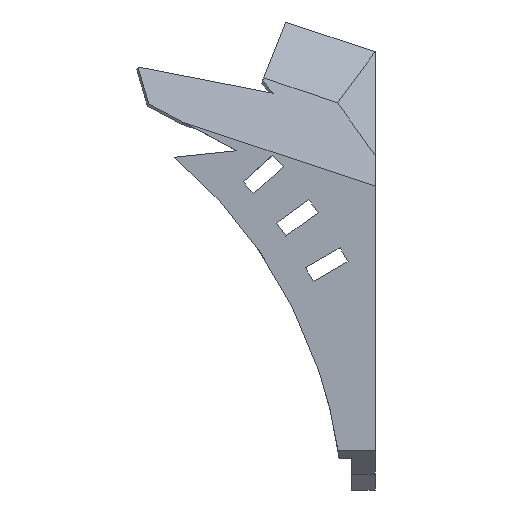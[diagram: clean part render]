
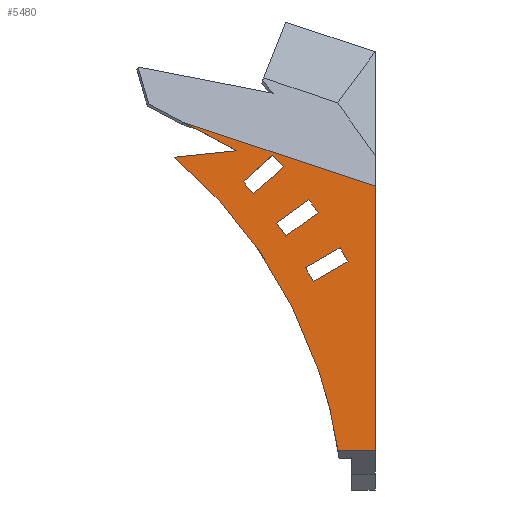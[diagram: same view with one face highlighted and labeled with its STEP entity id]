
A CAD part, left-side view. The second image highlights one B-rep face of the part: STEP entity #5480.
In plain terms, the highlighted planar face has unit normal (-0.997, -0.076, 0).
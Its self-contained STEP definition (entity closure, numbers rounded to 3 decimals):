
#12 = CARTESIAN_POINT ( 'NONE',  ( -18.235, -33.45, 42.33 ) ) ;
#73 = EDGE_CURVE ( 'NONE', #4685, #3152, #3174, .T. ) ;
#162 = ORIENTED_EDGE ( 'NONE', *, *, #3715, .T. ) ;
#289 = VECTOR ( 'NONE', #5310, 1000. ) ;
#427 = LINE ( 'NONE', #6172, #5217 ) ;
#453 = DIRECTION ( 'NONE',  ( -0.038, 0.5, 0.865 ) ) ;
#479 = EDGE_CURVE ( 'NONE', #633, #3741, #3388, .T. ) ;
#538 = CARTESIAN_POINT ( 'NONE',  ( -21.716, 12.388, 11.499 ) ) ;
#627 = CARTESIAN_POINT ( 'NONE',  ( -18.479, -30.246, 58.86 ) ) ;
#633 = VERTEX_POINT ( 'NONE', #3709 ) ;
#713 = ORIENTED_EDGE ( 'NONE', *, *, #1231, .T. ) ;
#724 = EDGE_CURVE ( 'NONE', #4685, #7285, #3839, .T. ) ;
#735 = EDGE_CURVE ( 'NONE', #3152, #2981, #6165, .T. ) ;
#764 = VERTEX_POINT ( 'NONE', #538 ) ;
#849 = LINE ( 'NONE', #1478, #7219 ) ;
#865 = VECTOR ( 'NONE', #3326, 1000. ) ;
#1010 = DIRECTION ( 'NONE',  ( -0.051, 0.668, 0.742 ) ) ;
#1051 = EDGE_CURVE ( 'NONE', #633, #6998, #849, .T. ) ;
#1157 = VECTOR ( 'NONE', #3702, 1000. ) ;
#1179 = DIRECTION ( 'NONE',  ( 0.076, -0.997, 0. ) ) ;
#1215 = LINE ( 'NONE', #12, #7087 ) ;
#1231 = EDGE_CURVE ( 'NONE', #2055, #764, #5148, .T. ) ;
#1247 = DIRECTION ( 'NONE',  ( -0.056, 0.742, -0.668 ) ) ;
#1322 = EDGE_CURVE ( 'NONE', #3604, #4547, #2973, .T. ) ;
#1331 = ORIENTED_EDGE ( 'NONE', *, *, #1726, .F. ) ;
#1478 = CARTESIAN_POINT ( 'NONE',  ( -24.737, 52.186, 39.104 ) ) ;
#1594 = CARTESIAN_POINT ( 'NONE',  ( -20.775, 0., 109.4 ) ) ;
#1632 = EDGE_CURVE ( 'NONE', #6481, #3604, #5630, .T. ) ;
#1687 = CARTESIAN_POINT ( 'NONE',  ( -21.157, 5.032, 17.817 ) ) ;
#1726 = EDGE_CURVE ( 'NONE', #7285, #2981, #5361, .T. ) ;
#1745 = VERTEX_POINT ( 'NONE', #6497 ) ;
#1789 = EDGE_LOOP ( 'NONE', ( #6919, #1331, #6018, #7056 ) ) ;
#2055 = VERTEX_POINT ( 'NONE', #4649 ) ;
#2102 = CARTESIAN_POINT ( 'NONE',  ( -24.628, 50.749, 88.641 ) ) ;
#2106 = LINE ( 'NONE', #1594, #3463 ) ;
#2220 = EDGE_CURVE ( 'NONE', #4224, #1745, #7116, .T. ) ;
#2223 = DIRECTION ( 'NONE',  ( -0.056, 0.742, -0.668 ) ) ;
#2231 = ORIENTED_EDGE ( 'NONE', *, *, #1051, .T. ) ;
#2237 = CARTESIAN_POINT ( 'NONE',  ( -25.19, 58.153, 70.321 ) ) ;
#2249 = DIRECTION ( 'NONE',  ( -0.061, 0.807, -0.587 ) ) ;
#2334 = CARTESIAN_POINT ( 'NONE',  ( -22.688, 25.199, 19.765 ) ) ;
#2453 = ORIENTED_EDGE ( 'NONE', *, *, #3673, .T. ) ;
#2596 = CARTESIAN_POINT ( 'NONE',  ( -18.408, -31.18, 28.952 ) ) ;
#2643 = VECTOR ( 'NONE', #6709, 1000. ) ;
#2702 = DIRECTION ( 'NONE',  ( 0., 0., -1. ) ) ;
#2832 = EDGE_CURVE ( 'NONE', #3741, #4086, #2106, .T. ) ;
#2857 = FACE_BOUND ( 'NONE', #3345, .T. ) ;
#2925 = ORIENTED_EDGE ( 'NONE', *, *, #1322, .F. ) ;
#2956 = CARTESIAN_POINT ( 'NONE',  ( -21.84, 14.02, 10.288 ) ) ;
#2973 = LINE ( 'NONE', #627, #7227 ) ;
#2981 = VERTEX_POINT ( 'NONE', #7275 ) ;
#3098 = DIRECTION ( 'NONE',  ( 0.067, -0.881, -0.469 ) ) ;
#3152 = VERTEX_POINT ( 'NONE', #6951 ) ;
#3174 = LINE ( 'NONE', #3807, #1157 ) ;
#3212 = DIRECTION ( 'NONE',  ( -0.045, 0.587, 0.808 ) ) ;
#3326 = DIRECTION ( 'NONE',  ( -0.038, 0.5, 0.865 ) ) ;
#3345 = EDGE_LOOP ( 'NONE', ( #4747, #2925, #4950, #2453 ) ) ;
#3388 = LINE ( 'NONE', #1687, #5059 ) ;
#3400 = VERTEX_POINT ( 'NONE', #4002 ) ;
#3463 = VECTOR ( 'NONE', #2702, 1000. ) ;
#3506 = CARTESIAN_POINT ( 'NONE',  ( -22.095, 17.389, 20.591 ) ) ;
#3507 = CARTESIAN_POINT ( 'NONE',  ( -21.035, 3.421, 6.666 ) ) ;
#3517 = FACE_BOUND ( 'NONE', #5979, .T. ) ;
#3604 = VERTEX_POINT ( 'NONE', #6016 ) ;
#3673 = EDGE_CURVE ( 'NONE', #6481, #3400, #7194, .T. ) ;
#3702 = DIRECTION ( 'NONE',  ( -0.066, 0.864, -0.499 ) ) ;
#3709 = CARTESIAN_POINT ( 'NONE',  ( -22.609, 24.157, 24.192 ) ) ;
#3715 = EDGE_CURVE ( 'NONE', #6998, #4707, #4468, .T. ) ;
#3741 = VERTEX_POINT ( 'NONE', #4506 ) ;
#3807 = CARTESIAN_POINT ( 'NONE',  ( -18.332, -32.176, 27.218 ) ) ;
#3839 = LINE ( 'NONE', #2102, #865 ) ;
#4002 = CARTESIAN_POINT ( 'NONE',  ( -21.933, 15.252, 15.202 ) ) ;
#4003 = DIRECTION ( 'NONE',  ( -0.045, 0.587, 0.808 ) ) ;
#4086 = VERTEX_POINT ( 'NONE', #6741 ) ;
#4099 = FACE_OUTER_BOUND ( 'NONE', #4288, .T. ) ;
#4125 = EDGE_CURVE ( 'NONE', #6933, #4086, #6942, .T. ) ;
#4210 = CARTESIAN_POINT ( 'NONE',  ( -18.324, -32.279, 43.951 ) ) ;
#4224 = VERTEX_POINT ( 'NONE', #6067 ) ;
#4288 = EDGE_LOOP ( 'NONE', ( #6611, #6374, #6807, #6192, #2231, #162 ) ) ;
#4388 = CARTESIAN_POINT ( 'NONE',  ( -21.13, 4.679, -17. ) ) ;
#4468 = LINE ( 'NONE', #7241, #2643 ) ;
#4504 = AXIS2_PLACEMENT_3D ( 'NONE', #4652, #5693, #4548 ) ;
#4506 = CARTESIAN_POINT ( 'NONE',  ( -20.775, 0., 16.139 ) ) ;
#4547 = VERTEX_POINT ( 'NONE', #6410 ) ;
#4548 = DIRECTION ( 'NONE',  ( -0.076, 0.997, 0. ) ) ;
#4575 = CARTESIAN_POINT ( 'NONE',  ( -21.297, 6.877, -2.51 ) ) ;
#4607 = CARTESIAN_POINT ( 'NONE',  ( -21.13, 4.679, -17. ) ) ;
#4614 = VECTOR ( 'NONE', #3212, 1000. ) ;
#4649 = CARTESIAN_POINT ( 'NONE',  ( -21.626, 11.212, 9.881 ) ) ;
#4652 = CARTESIAN_POINT ( 'NONE',  ( -21.914, 15., 109.4 ) ) ;
#4685 = VERTEX_POINT ( 'NONE', #3507 ) ;
#4707 = VERTEX_POINT ( 'NONE', #6477 ) ;
#4747 = ORIENTED_EDGE ( 'NONE', *, *, #6483, .T. ) ;
#4767 = ORIENTED_EDGE ( 'NONE', *, *, #5740, .T. ) ;
#4805 =( BOUNDED_CURVE ( )  B_SPLINE_CURVE ( 3, ( #2334, #2956, #4575, #4607 ),
 .UNSPECIFIED., .F., .F. ) 
 B_SPLINE_CURVE_WITH_KNOTS ( ( 4, 4 ),
 ( 2.274, 2.991 ),
 .UNSPECIFIED. ) 
 CURVE ( )  GEOMETRIC_REPRESENTATION_ITEM ( )  RATIONAL_B_SPLINE_CURVE ( ( 1., 0.958, 0.958, 1. ) ) 
 REPRESENTATION_ITEM ( '' )  );
#4861 = VECTOR ( 'NONE', #453, 1000. ) ;
#4936 = ORIENTED_EDGE ( 'NONE', *, *, #2220, .F. ) ;
#4950 = ORIENTED_EDGE ( 'NONE', *, *, #1632, .F. ) ;
#4982 = CARTESIAN_POINT ( 'NONE',  ( -25.006, 55.719, 79.645 ) ) ;
#5059 = VECTOR ( 'NONE', #5632, 1000. ) ;
#5102 = PLANE ( 'NONE',  #4504 ) ;
#5148 = LINE ( 'NONE', #5707, #5934 ) ;
#5217 = VECTOR ( 'NONE', #1010, 1000. ) ;
#5310 = DIRECTION ( 'NONE',  ( -0.061, 0.807, -0.587 ) ) ;
#5361 = LINE ( 'NONE', #2596, #6848 ) ;
#5480 = ADVANCED_FACE ( 'NONE', ( #3517, #6824, #4099, #2857 ), #5102, .T. ) ;
#5620 = CARTESIAN_POINT ( 'NONE',  ( -18.377, -31.58, 57.369 ) ) ;
#5630 = LINE ( 'NONE', #2237, #7207 ) ;
#5632 = DIRECTION ( 'NONE',  ( 0.072, -0.946, -0.315 ) ) ;
#5693 = DIRECTION ( 'NONE',  ( -0.997, -0.076, 0. ) ) ;
#5707 = CARTESIAN_POINT ( 'NONE',  ( -25.312, 59.756, 76.696 ) ) ;
#5740 = EDGE_CURVE ( 'NONE', #4224, #2055, #1215, .T. ) ;
#5817 = VECTOR ( 'NONE', #2223, 1000. ) ;
#5836 = LINE ( 'NONE', #4210, #289 ) ;
#5849 = CARTESIAN_POINT ( 'NONE',  ( -20.775, 0., -17. ) ) ;
#5934 = VECTOR ( 'NONE', #4003, 1000. ) ;
#5979 = EDGE_LOOP ( 'NONE', ( #4767, #713, #6844, #4936 ) ) ;
#6016 = CARTESIAN_POINT ( 'NONE',  ( -21.753, 12.874, 20.034 ) ) ;
#6018 = ORIENTED_EDGE ( 'NONE', *, *, #724, .F. ) ;
#6067 = CARTESIAN_POINT ( 'NONE',  ( -21.319, 7.167, 12.82 ) ) ;
#6086 = CARTESIAN_POINT ( 'NONE',  ( -24.957, 55.073, 86.131 ) ) ;
#6129 = CARTESIAN_POINT ( 'NONE',  ( -21.651, 11.536, 18.548 ) ) ;
#6142 = CARTESIAN_POINT ( 'NONE',  ( -21.111, 4.421, 8.398 ) ) ;
#6165 = LINE ( 'NONE', #6086, #4861 ) ;
#6172 = CARTESIAN_POINT ( 'NONE',  ( -25.472, 61.859, 66.965 ) ) ;
#6192 = ORIENTED_EDGE ( 'NONE', *, *, #479, .F. ) ;
#6374 = ORIENTED_EDGE ( 'NONE', *, *, #4125, .T. ) ;
#6410 = CARTESIAN_POINT ( 'NONE',  ( -22.035, 16.59, 16.688 ) ) ;
#6477 = CARTESIAN_POINT ( 'NONE',  ( -22.688, 25.199, 19.765 ) ) ;
#6481 = VERTEX_POINT ( 'NONE', #6129 ) ;
#6483 = EDGE_CURVE ( 'NONE', #3400, #4547, #427, .T. ) ;
#6497 = CARTESIAN_POINT ( 'NONE',  ( -21.409, 8.342, 14.438 ) ) ;
#6611 = ORIENTED_EDGE ( 'NONE', *, *, #6645, .T. ) ;
#6645 = EDGE_CURVE ( 'NONE', #4707, #6933, #4805, .T. ) ;
#6685 = EDGE_CURVE ( 'NONE', #1745, #764, #5836, .T. ) ;
#6709 = DIRECTION ( 'NONE',  ( -0.075, 0.992, -0.105 ) ) ;
#6722 = DIRECTION ( 'NONE',  ( -0.051, 0.668, 0.742 ) ) ;
#6741 = CARTESIAN_POINT ( 'NONE',  ( -20.775, 0., -17. ) ) ;
#6807 = ORIENTED_EDGE ( 'NONE', *, *, #2832, .F. ) ;
#6824 = FACE_BOUND ( 'NONE', #1789, .T. ) ;
#6844 = ORIENTED_EDGE ( 'NONE', *, *, #6685, .F. ) ;
#6848 = VECTOR ( 'NONE', #6981, 1000. ) ;
#6919 = ORIENTED_EDGE ( 'NONE', *, *, #735, .T. ) ;
#6933 = VERTEX_POINT ( 'NONE', #4388 ) ;
#6942 = LINE ( 'NONE', #5849, #6953 ) ;
#6951 = CARTESIAN_POINT ( 'NONE',  ( -21.364, 7.751, 4.166 ) ) ;
#6953 = VECTOR ( 'NONE', #1179, 1000. ) ;
#6981 = DIRECTION ( 'NONE',  ( -0.066, 0.864, -0.499 ) ) ;
#6998 = VERTEX_POINT ( 'NONE', #3506 ) ;
#7056 = ORIENTED_EDGE ( 'NONE', *, *, #73, .T. ) ;
#7087 = VECTOR ( 'NONE', #2249, 1000. ) ;
#7116 = LINE ( 'NONE', #4982, #4614 ) ;
#7194 = LINE ( 'NONE', #5620, #5817 ) ;
#7207 = VECTOR ( 'NONE', #6722, 1000. ) ;
#7219 = VECTOR ( 'NONE', #3098, 1000. ) ;
#7227 = VECTOR ( 'NONE', #1247, 1000. ) ;
#7241 = CARTESIAN_POINT ( 'NONE',  ( -21.215, 5.799, 21.815 ) ) ;
#7275 = CARTESIAN_POINT ( 'NONE',  ( -21.44, 8.751, 5.898 ) ) ;
#7285 = VERTEX_POINT ( 'NONE', #6142 ) ;
